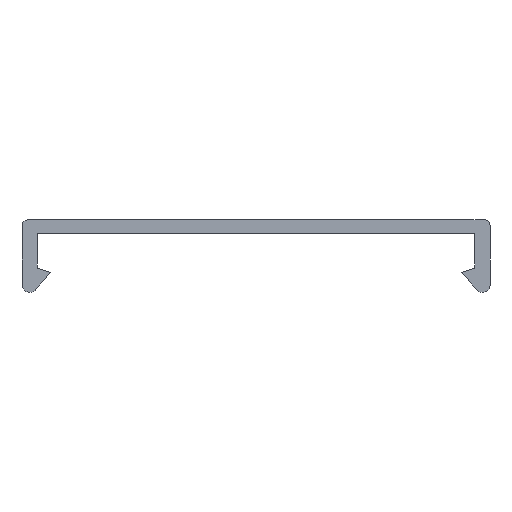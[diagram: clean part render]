
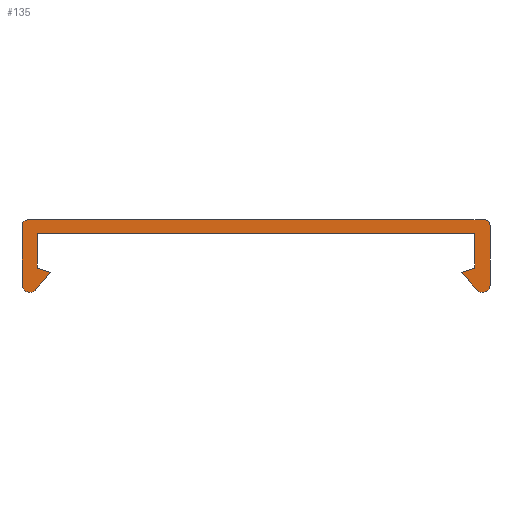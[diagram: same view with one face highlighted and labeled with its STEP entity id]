
A CAD part, front view. The second image highlights one B-rep face of the part: STEP entity #135.
In plain terms, the highlighted planar face has unit normal (0, -1, 0).
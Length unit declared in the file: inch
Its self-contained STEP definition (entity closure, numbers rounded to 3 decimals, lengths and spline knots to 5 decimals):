
#117=PLANE('',#448);
#135=ADVANCED_FACE('',(#159),#117,.T.);
#159=FACE_OUTER_BOUND('',#177,.T.);
#177=EDGE_LOOP('',(#310,#311,#312,#313,#314,#315,#316,#317,#318,#319,#320,
#321,#322,#323,#324,#325));
#180=LINE('',#547,#206);
#184=LINE('',#568,#210);
#186=LINE('',#577,#212);
#188=LINE('',#586,#214);
#190=LINE('',#595,#216);
#192=LINE('',#604,#218);
#194=LINE('',#613,#220);
#196=LINE('',#622,#222);
#199=LINE('',#646,#225);
#202=LINE('',#661,#228);
#206=VECTOR('',#459,1.);
#210=VECTOR('',#477,1.);
#212=VECTOR('',#481,1.);
#214=VECTOR('',#485,1.);
#216=VECTOR('',#489,1.);
#218=VECTOR('',#493,1.);
#220=VECTOR('',#497,1.);
#222=VECTOR('',#501,1.);
#225=VECTOR('',#518,1.);
#228=VECTOR('',#529,1.);
#310=ORIENTED_EDGE('',*,*,#358,.T.);
#311=ORIENTED_EDGE('',*,*,#362,.T.);
#312=ORIENTED_EDGE('',*,*,#365,.T.);
#313=ORIENTED_EDGE('',*,*,#368,.T.);
#314=ORIENTED_EDGE('',*,*,#371,.T.);
#315=ORIENTED_EDGE('',*,*,#374,.T.);
#316=ORIENTED_EDGE('',*,*,#377,.T.);
#317=ORIENTED_EDGE('',*,*,#380,.T.);
#318=ORIENTED_EDGE('',*,*,#383,.T.);
#319=ORIENTED_EDGE('',*,*,#386,.T.);
#320=ORIENTED_EDGE('',*,*,#389,.T.);
#321=ORIENTED_EDGE('',*,*,#392,.T.);
#322=ORIENTED_EDGE('',*,*,#395,.T.);
#323=ORIENTED_EDGE('',*,*,#398,.T.);
#324=ORIENTED_EDGE('',*,*,#401,.T.);
#325=ORIENTED_EDGE('',*,*,#404,.T.);
#326=VERTEX_POINT('',#539);
#327=VERTEX_POINT('',#540);
#330=VERTEX_POINT('',#548);
#332=VERTEX_POINT('',#554);
#334=VERTEX_POINT('',#563);
#336=VERTEX_POINT('',#569);
#338=VERTEX_POINT('',#578);
#340=VERTEX_POINT('',#587);
#342=VERTEX_POINT('',#596);
#344=VERTEX_POINT('',#605);
#346=VERTEX_POINT('',#614);
#348=VERTEX_POINT('',#623);
#350=VERTEX_POINT('',#629);
#352=VERTEX_POINT('',#638);
#354=VERTEX_POINT('',#647);
#356=VERTEX_POINT('',#656);
#358=EDGE_CURVE('',#326,#327,#406,.T.);
#362=EDGE_CURVE('',#327,#330,#180,.T.);
#365=EDGE_CURVE('',#330,#332,#408,.T.);
#368=EDGE_CURVE('',#332,#334,#410,.T.);
#371=EDGE_CURVE('',#334,#336,#184,.T.);
#374=EDGE_CURVE('',#336,#338,#186,.T.);
#377=EDGE_CURVE('',#338,#340,#188,.T.);
#380=EDGE_CURVE('',#340,#342,#190,.T.);
#383=EDGE_CURVE('',#342,#344,#192,.T.);
#386=EDGE_CURVE('',#344,#346,#194,.T.);
#389=EDGE_CURVE('',#346,#348,#196,.T.);
#392=EDGE_CURVE('',#348,#350,#412,.T.);
#395=EDGE_CURVE('',#350,#352,#414,.T.);
#398=EDGE_CURVE('',#352,#354,#199,.T.);
#401=EDGE_CURVE('',#354,#356,#416,.T.);
#404=EDGE_CURVE('',#356,#326,#202,.T.);
#406=CIRCLE('',#419,0.03);
#408=CIRCLE('',#423,0.035);
#410=CIRCLE('',#426,0.035);
#412=CIRCLE('',#436,0.035);
#414=CIRCLE('',#439,0.035);
#416=CIRCLE('',#443,0.03);
#419=AXIS2_PLACEMENT_3D('',#538,#451,#452);
#423=AXIS2_PLACEMENT_3D('',#553,#464,#465);
#426=AXIS2_PLACEMENT_3D('',#562,#470,#471);
#436=AXIS2_PLACEMENT_3D('',#628,#506,#507);
#439=AXIS2_PLACEMENT_3D('',#637,#512,#513);
#443=AXIS2_PLACEMENT_3D('',#655,#522,#523);
#448=AXIS2_PLACEMENT_3D('',#665,#535,#536);
#451=DIRECTION('',(0.,-1.,0.));
#452=DIRECTION('',(0.,0.,1.));
#459=DIRECTION('',(0.,0.,-1.));
#464=DIRECTION('',(0.,-1.,0.));
#465=DIRECTION('',(0.,0.,1.));
#470=DIRECTION('',(0.,-1.,0.));
#471=DIRECTION('',(0.,0.,1.));
#477=DIRECTION('',(0.707,0.,0.707));
#481=DIRECTION('',(-0.991,0.,0.131));
#485=DIRECTION('',(0.,0.,1.));
#489=DIRECTION('',(1.,0.,0.));
#493=DIRECTION('',(0.,0.,-1.));
#497=DIRECTION('',(-0.991,0.,-0.131));
#501=DIRECTION('',(0.707,0.,-0.707));
#506=DIRECTION('',(0.,-1.,0.));
#507=DIRECTION('',(0.,0.,1.));
#512=DIRECTION('',(0.,-1.,0.));
#513=DIRECTION('',(0.,0.,1.));
#518=DIRECTION('',(0.,0.,1.));
#522=DIRECTION('',(0.,-1.,0.));
#523=DIRECTION('',(0.,0.,1.));
#529=DIRECTION('',(-1.,0.,0.));
#535=DIRECTION('',(0.,-1.,0.));
#536=DIRECTION('',(0.,0.,-1.));
#538=CARTESIAN_POINT('',(-1.095,0.,1.975));
#539=CARTESIAN_POINT('',(-1.095,0.,2.005));
#540=CARTESIAN_POINT('',(-1.125,0.,1.975));
#547=CARTESIAN_POINT('',(-1.125,0.,1.975));
#548=CARTESIAN_POINT('',(-1.125,0.,1.69));
#553=CARTESIAN_POINT('',(-1.09,0.,1.69));
#554=CARTESIAN_POINT('',(-1.0885,0.,1.655));
#562=CARTESIAN_POINT('',(-1.087,0.,1.69));
#563=CARTESIAN_POINT('',(-1.06225,0.,1.66525));
#568=CARTESIAN_POINT('',(-1.06225,0.,1.66525));
#569=CARTESIAN_POINT('',(-0.98774,0.,1.75114));
#577=CARTESIAN_POINT('',(-0.99062,0.,1.75963));
#578=CARTESIAN_POINT('',(-1.05065,0.,1.77192));
#586=CARTESIAN_POINT('',(-1.055,0.,1.77688));
#587=CARTESIAN_POINT('',(-1.05,0.,1.94));
#595=CARTESIAN_POINT('',(-1.045,0.,1.945));
#596=CARTESIAN_POINT('',(1.05,0.,1.94));
#604=CARTESIAN_POINT('',(1.055,0.,1.935));
#605=CARTESIAN_POINT('',(1.05065,0.,1.77192));
#613=CARTESIAN_POINT('',(1.04631,0.,1.76696));
#614=CARTESIAN_POINT('',(0.98774,0.,1.75114));
#622=CARTESIAN_POINT('',(0.98486,0.,1.74264));
#623=CARTESIAN_POINT('',(1.06225,0.,1.66525));
#628=CARTESIAN_POINT('',(1.087,0.,1.69));
#629=CARTESIAN_POINT('',(1.0885,0.,1.655));
#637=CARTESIAN_POINT('',(1.09,0.,1.69));
#638=CARTESIAN_POINT('',(1.12375,0.,1.69));
#646=CARTESIAN_POINT('',(1.1225,0.,1.69));
#647=CARTESIAN_POINT('',(1.12375,0.,1.975));
#655=CARTESIAN_POINT('',(1.095,0.,1.975));
#656=CARTESIAN_POINT('',(1.095,0.,2.005));
#661=CARTESIAN_POINT('',(1.095,0.,2.005));
#665=CARTESIAN_POINT('',(-1.095,0.,1.975));
